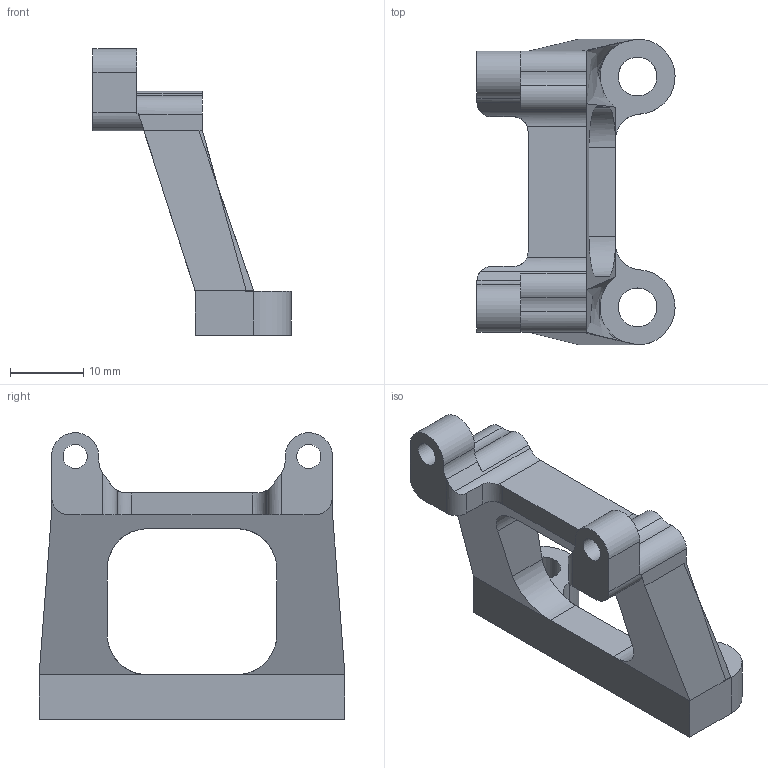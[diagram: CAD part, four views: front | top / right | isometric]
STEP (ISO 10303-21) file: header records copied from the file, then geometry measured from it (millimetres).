
FILE_DESCRIPTION(/* description */ (''),/* implementation_level */ '2;1');
FILE_NAME(/* name */ 'Beacon_mount_GIGA .step',/* time_stamp */ '2024-09-09T20:39:19-05:00',/* author */ (''),/* organization */ (''),/* preprocessor_version */ 'ST-DEVELOPER v20',/* originating_system */ 'Autodesk Translation Framework v13.14.0.145',/* authorisation */ '');
FILE_SCHEMA (('AUTOMOTIVE_DESIGN { 1 0 10303 214 3 1 1 }'));
Length unit declared in the file: millimetre
Products named in the file (1): Beacon_mount_GIGA
Bounding box: 27.14 x 41.89 x 39.25 mm (x, y, z)
Volume: 6700.5 mm3; surface area: 4518.9 mm2
Topology: 1 solids, 1 shells, 68 faces, 192 edges, 124 vertices
Faces by surface type: cylinder 32, plane 32, bspline 4
Full cylindrical faces by diameter (mm): 3.3 x2, 5.3 x2
Entity records: 2537 total; most frequent: CARTESIAN_POINT 700, ORIENTED_EDGE 384, DIRECTION 383, EDGE_CURVE 192, AXIS2_PLACEMENT_3D 135, VERTEX_POINT 124, LINE 113, VECTOR 113
